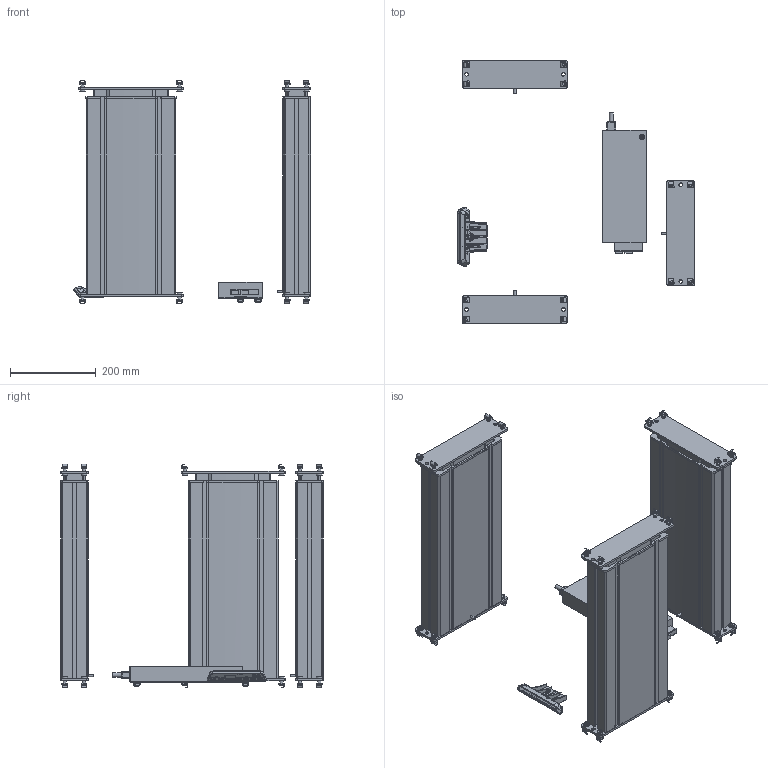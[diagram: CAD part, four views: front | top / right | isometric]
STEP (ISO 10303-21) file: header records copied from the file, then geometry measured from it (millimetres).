
FILE_DESCRIPTION(/* description */ ('ELS-300/490-7000-M-3 leitfähig'),/* implementation_level */ '2;1');
FILE_NAME(/* name */ '321420-3S.stp',/* time_stamp */ '2025-01-21T14:38:34+01:00',/* author */ ('herz'),/* organization */ ('MiniTec GmbH'),/* preprocessor_version */ 'ST-DEVELOPER v20',/* originating_system */ 'Autodesk Inventor 2025',/* authorisation */ '');
FILE_SCHEMA (('AUTOMOTIVE_DESIGN { 1 0 10303 214 3 1 1 }'));
Length unit declared in the file: millimetre
Products named in the file (17): MTW_1-00217495; MTW_1-00217469; MTW_1-00217469_1; MTW_1-00217469_2; FK-00310311; FK-00310312; FK-00310310; 21-1390-0FZ.001; MTW_1-00207857; MTW_1-00202724; FK-00310189; FK-00310188; MTW_1-00313954; leer; 21-1390-2FZ.002; leer_1; leer_2
Assembly tree (50 placements, depth 4):
  MTW_1-00217495
    MTW_1-00217469
      FK-00310311
      FK-00310312
      FK-00310310  x2
    MTW_1-00217469_1
      FK-00310311
      FK-00310312
      FK-00310310  x2
    MTW_1-00217469_2
      FK-00310311
      FK-00310312
      FK-00310310  x2
    21-1390-0FZ.001  x2
    MTW_1-00207857
      MTW_1-00202724
        FK-00310189
        FK-00310188
    MTW_1-00313954
    leer  x24
      21-1390-2FZ.002
      leer_1
    leer_2  x2
Bounding box: 554.96 x 615.26 x 523.2 mm (x, y, z)
Volume: 7512126.6 mm3; surface area: 3510729.2 mm2
Topology: 76 solids, 76 shells, 5301 faces, 14494 edges, 9605 vertices
Faces by surface type: plane 2817, cylinder 2030, torus 221, cone 133, bspline 82, sphere 18
Full cylindrical faces by diameter (mm): 0.05 x4, 2.5 x4, 3.2 x3, 4.134 x2, 4.6 x3, 4.8 x1, 5 x2, 5.8 x1, 6 x7, 6.4 x6, 6.647 x24, 6.8 x7, 8 x24, 8.5 x38, 10 x2, 11 x1, 12 x2, 13 x24
Entity records: 114655 total; most frequent: CARTESIAN_POINT 30765, ORIENTED_EDGE 17328, DIRECTION 17027, EDGE_CURVE 8664, LINE 5863, VECTOR 5863, VERTEX_POINT 5740, AXIS2_PLACEMENT_3D 5582
